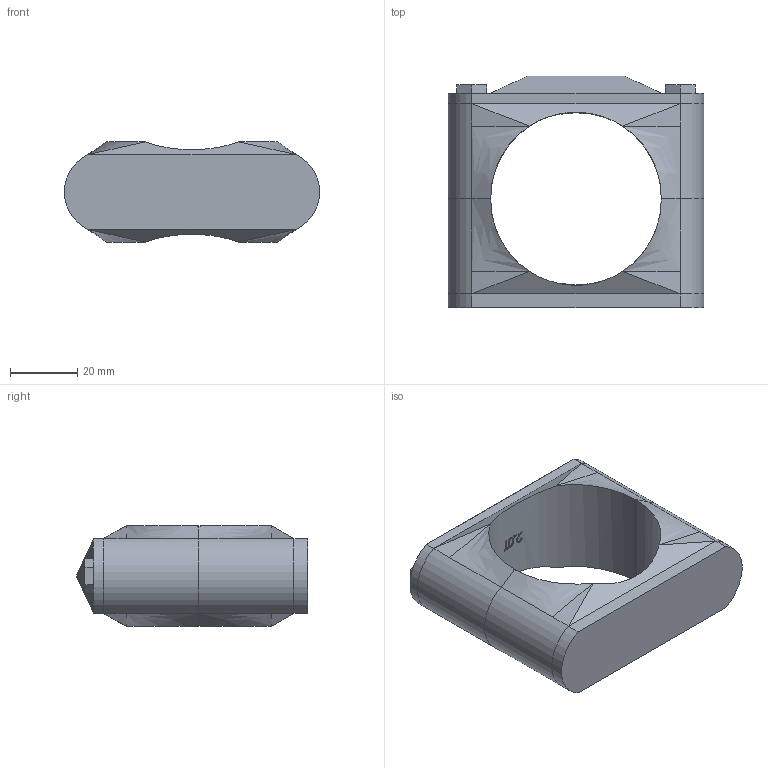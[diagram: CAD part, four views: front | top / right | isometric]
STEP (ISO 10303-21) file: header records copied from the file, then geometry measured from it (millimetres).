
FILE_DESCRIPTION (( 'STEP AP214' ), '1' );
FILE_NAME ('CSDW2.0TXXXSA.STEP', '2019-02-15T15:56:12', ( '' ), ( '' ), 'SwSTEP 2.0', 'SolidWorks 2013', '' );
FILE_SCHEMA (( 'AUTOMOTIVE_DESIGN' ));
Length unit declared in the file: millimetre
Products named in the file (1): CSDW2.0TXXXSA
Bounding box: 75.85 x 68.78 x 29.84 mm (x, y, z)
Surface area: 20061.6 mm2 (no closed solid volume)
Topology: 0 solids, 4 shells, 126 faces, 538 edges, 419 vertices
Faces by surface type: plane 61, bspline 45, cylinder 20
Entity records: 14616 total; most frequent: CARTESIAN_POINT 9446, ORIENTED_EDGE 823, EDGE_CURVE 538, DIRECTION 496, VERTEX_POINT 419, B_SPLINE_CURVE_WITH_KNOTS 252, VECTOR 232, LINE 232
